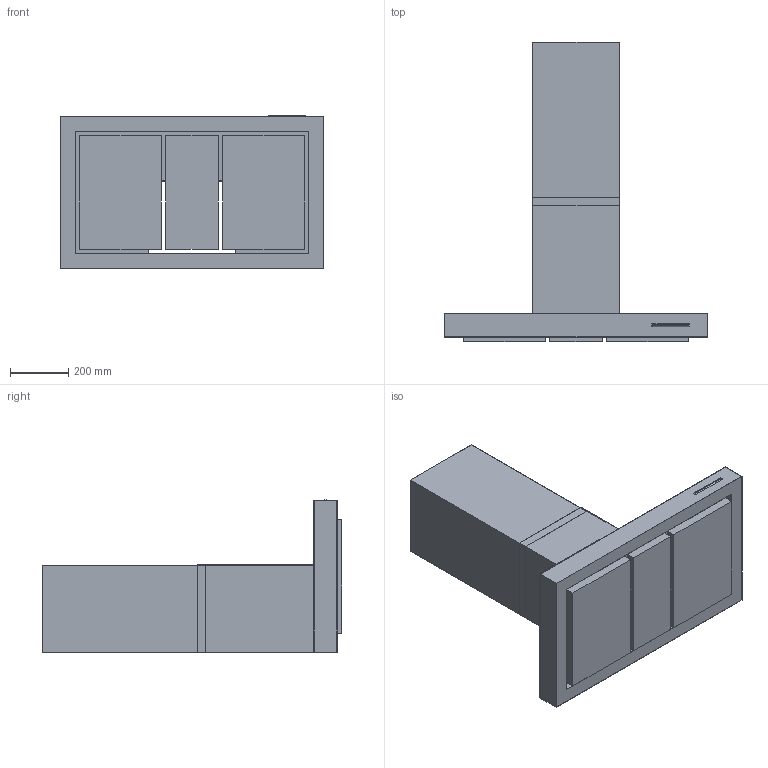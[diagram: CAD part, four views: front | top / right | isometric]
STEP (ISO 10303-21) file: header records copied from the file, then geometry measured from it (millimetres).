
FILE_DESCRIPTION((''),'2;1');
FILE_NAME('WM-EX90S','2021-02-12T',('seona'),(''),'CREO PARAMETRIC BY PTC INC, 2016260','CREO PARAMETRIC BY PTC INC, 2016260','');
FILE_SCHEMA(('CONFIG_CONTROL_DESIGN'));
Length unit declared in the file: millimetre
Products named in the file (1): WM-EX90S
Bounding box: 900 x 1025 x 523 mm (x, y, z)
Volume: 10252114 mm3; surface area: 3883036.8 mm2
Topology: 6 solids, 6 shells, 63 faces, 146 edges, 96 vertices
Faces by surface type: plane 59, cylinder 4
Entity records: 1828 total; most frequent: CARTESIAN_POINT 361, ORIENTED_EDGE 292, DIRECTION 268, EDGE_CURVE 146, VECTOR 142, LINE 142, VERTEX_POINT 96, EDGE_LOOP 66
